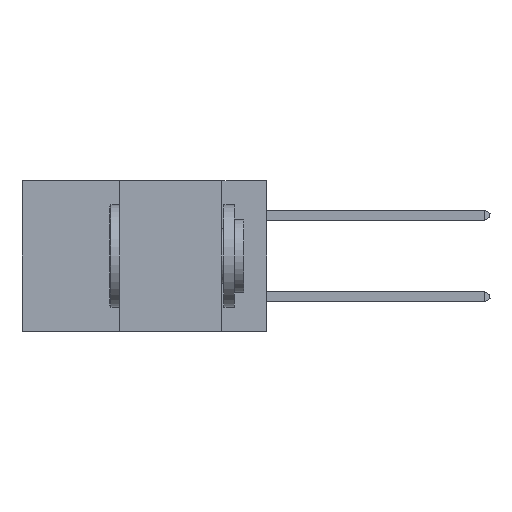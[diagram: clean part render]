
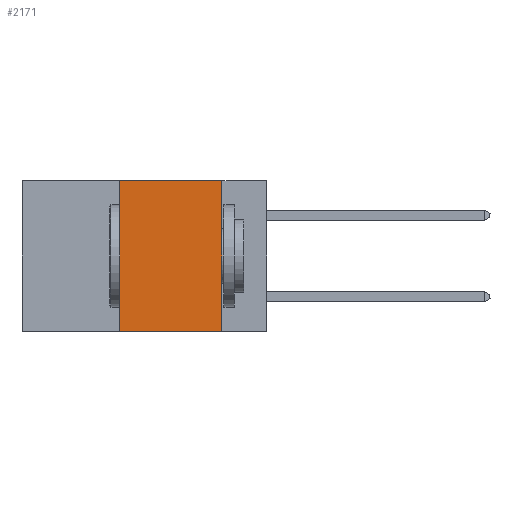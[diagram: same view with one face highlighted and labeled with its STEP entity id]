
A CAD part, left-side view. The second image highlights one B-rep face of the part: STEP entity #2171.
In plain terms, the highlighted planar face has unit normal (-1, 0, 0).
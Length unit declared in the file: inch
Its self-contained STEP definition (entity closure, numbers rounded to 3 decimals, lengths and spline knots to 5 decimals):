
#284 = VERTEX_POINT ( 'NONE', #14900 ) ;
#530 = LINE ( 'NONE', #4659, #16303 ) ;
#595 = CARTESIAN_POINT ( 'NONE',  ( 0., 0.6, 0. ) ) ;
#636 = VERTEX_POINT ( 'NONE', #5314 ) ;
#1908 = LINE ( 'NONE', #3217, #19254 ) ;
#2171 = ADVANCED_FACE ( 'NONE', ( #21115 ), #7253, .F. ) ;
#3217 = CARTESIAN_POINT ( 'NONE',  ( 0., 0.11, 0. ) ) ;
#3258 = EDGE_LOOP ( 'NONE', ( #15891, #9494, #17955, #17835 ) ) ;
#3756 = DIRECTION ( 'NONE',  ( 1., 0., 0. ) ) ;
#3800 = CARTESIAN_POINT ( 'NONE',  ( 0., 0.11, -0.37 ) ) ;
#4499 = LINE ( 'NONE', #5088, #15610 ) ;
#4659 = CARTESIAN_POINT ( 'NONE',  ( 0., 0.36, 0. ) ) ;
#5088 = CARTESIAN_POINT ( 'NONE',  ( 0., 0.6, -0.37 ) ) ;
#5314 = CARTESIAN_POINT ( 'NONE',  ( 0., 0.36, -0.37 ) ) ;
#5654 = DIRECTION ( 'NONE',  ( 0., 0., -1. ) ) ;
#5744 = VERTEX_POINT ( 'NONE', #3800 ) ;
#7253 = PLANE ( 'NONE',  #14596 ) ;
#9494 = ORIENTED_EDGE ( 'NONE', *, *, #14912, .F. ) ;
#9921 = DIRECTION ( 'NONE',  ( 0., -1., 0. ) ) ;
#9958 = EDGE_CURVE ( 'NONE', #284, #5744, #1908, .T. ) ;
#10242 = EDGE_CURVE ( 'NONE', #636, #5744, #4499, .T. ) ;
#12264 = EDGE_CURVE ( 'NONE', #636, #16483, #530, .T. ) ;
#14596 = AXIS2_PLACEMENT_3D ( 'NONE', #18783, #3756, #5654 ) ;
#14900 = CARTESIAN_POINT ( 'NONE',  ( 0., 0.11, 0. ) ) ;
#14912 = EDGE_CURVE ( 'NONE', #16483, #284, #19527, .T. ) ;
#15118 = VECTOR ( 'NONE', #15341, 39.37008 ) ;
#15341 = DIRECTION ( 'NONE',  ( 0., -1., 0. ) ) ;
#15610 = VECTOR ( 'NONE', #9921, 39.37008 ) ;
#15891 = ORIENTED_EDGE ( 'NONE', *, *, #9958, .F. ) ;
#16303 = VECTOR ( 'NONE', #19545, 39.37008 ) ;
#16483 = VERTEX_POINT ( 'NONE', #17111 ) ;
#16872 = DIRECTION ( 'NONE',  ( 0., 0., -1. ) ) ;
#17111 = CARTESIAN_POINT ( 'NONE',  ( 0., 0.36, 0. ) ) ;
#17835 = ORIENTED_EDGE ( 'NONE', *, *, #10242, .T. ) ;
#17955 = ORIENTED_EDGE ( 'NONE', *, *, #12264, .F. ) ;
#18783 = CARTESIAN_POINT ( 'NONE',  ( 0., 0.6, 0. ) ) ;
#19254 = VECTOR ( 'NONE', #16872, 39.37008 ) ;
#19527 = LINE ( 'NONE', #595, #15118 ) ;
#19545 = DIRECTION ( 'NONE',  ( 0., 0., 1. ) ) ;
#21115 = FACE_OUTER_BOUND ( 'NONE', #3258, .T. ) ;
